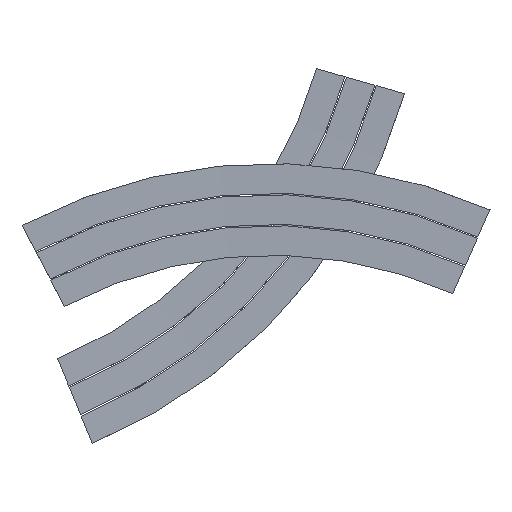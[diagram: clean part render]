
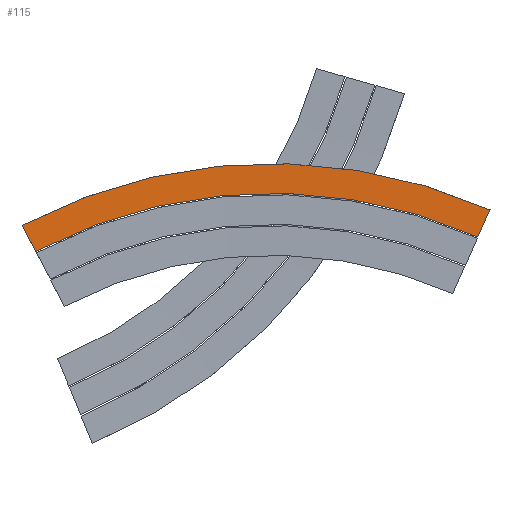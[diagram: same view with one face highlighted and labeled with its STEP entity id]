
A CAD part, top view. The second image highlights one B-rep face of the part: STEP entity #115.
In plain terms, the highlighted conical face has half-angle 87 degrees and reference radius 62788.4 mm.
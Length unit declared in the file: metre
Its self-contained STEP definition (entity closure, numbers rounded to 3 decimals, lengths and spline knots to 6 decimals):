
#115 = ADVANCED_FACE( '', ( #239 ), #240, .F. );
#239 = FACE_OUTER_BOUND( '', #379, .T. );
#240 = CONICAL_SURFACE( '', #380, 62.788378, 1.518 );
#379 = EDGE_LOOP( '', ( #563, #564, #565, #566 ) );
#380 = AXIS2_PLACEMENT_3D( '', #567, #568, #569 );
#563 = ORIENTED_EDGE( '', *, *, #751, .F. );
#564 = ORIENTED_EDGE( '', *, *, #758, .F. );
#565 = ORIENTED_EDGE( '', *, *, #796, .T. );
#566 = ORIENTED_EDGE( '', *, *, #762, .T. );
#567 = CARTESIAN_POINT( '', ( 6.637344, -56.760646, 22.135382 ) );
#568 = DIRECTION( '', ( 0.046, 0.024, 0.999 ) );
#569 = DIRECTION( '', ( 0.64, 0.767, -0.048 ) );
#751 = EDGE_CURVE( '', #872, #867, #874, .T. );
#758 = EDGE_CURVE( '', #885, #872, #886, .T. );
#762 = EDGE_CURVE( '', #891, #867, #892, .T. );
#796 = EDGE_CURVE( '', #885, #891, #945, .T. );
#867 = VERTEX_POINT( '', #1033 );
#872 = VERTEX_POINT( '', #1039 );
#874 = CIRCLE( '', #1042, 66.440965 );
#885 = VERTEX_POINT( '', #1055 );
#886 = LINE( '', #1056, #1057 );
#891 = VERTEX_POINT( '', #1064 );
#892 = LINE( '', #1065, #1066 );
#945 = CIRCLE( '', #1136, 62.788378 );
#1033 = CARTESIAN_POINT( '', ( 33.517914, 3.94743, 19.604976 ) );
#1039 = CARTESIAN_POINT( '', ( -24.308121, 2.033728, 22.331303 ) );
#1042 = AXIS2_PLACEMENT_3D( '', #1222, #1223, #1224 );
#1055 = CARTESIAN_POINT( '', ( -22.615268, -1.202882, 22.139879 ) );
#1056 = CARTESIAN_POINT( '', ( -21.68655, -2.978522, 22.034862 ) );
#1057 = VECTOR( '', #1233, 1. );
#1064 = CARTESIAN_POINT( '', ( 32.031785, 0.605615, 19.563432 ) );
#1065 = CARTESIAN_POINT( '', ( 31.216478, -1.227743, 19.54064 ) );
#1066 = VECTOR( '', #1236, 1. );
#1136 = AXIS2_PLACEMENT_3D( '', #1278, #1279, #1280 );
#1222 = CARTESIAN_POINT( '', ( 6.646203, -56.755997, 22.326544 ) );
#1223 = DIRECTION( '', ( -0.046, -0.024, -0.999 ) );
#1224 = DIRECTION( '', ( -0.466, 0.885, 0. ) );
#1233 = DIRECTION( '', ( -0.463, 0.885, 0.052 ) );
#1236 = DIRECTION( '', ( 0.406, 0.914, 0.011 ) );
#1278 = CARTESIAN_POINT( '', ( 6.637344, -56.760646, 22.135382 ) );
#1279 = DIRECTION( '', ( -0.046, -0.024, -0.999 ) );
#1280 = DIRECTION( '', ( -0.466, 0.885, 0. ) );
